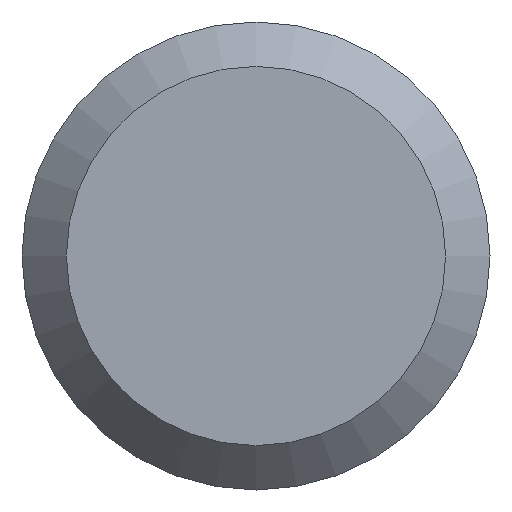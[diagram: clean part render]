
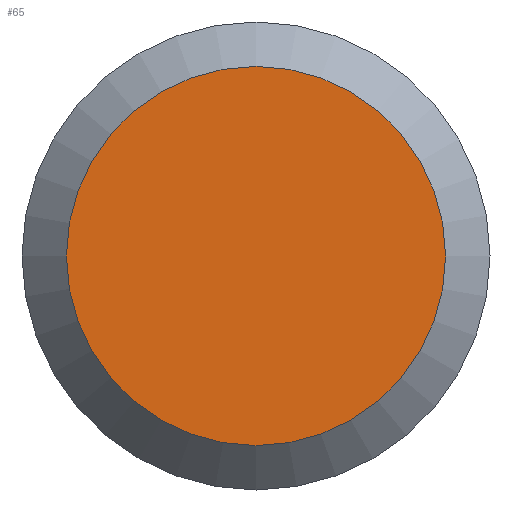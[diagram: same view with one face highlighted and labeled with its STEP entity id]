
A CAD part, left-side view. The second image highlights one B-rep face of the part: STEP entity #65.
In plain terms, the highlighted planar face has unit normal (-1, 0, 0).
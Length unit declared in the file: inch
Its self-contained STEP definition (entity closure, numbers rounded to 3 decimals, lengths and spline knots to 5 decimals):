
#21=FACE_OUTER_BOUND('',#27,.T.);
#27=EDGE_LOOP('',(#52));
#37=CIRCLE('',#75,0.533);
#42=VERTEX_POINT('',#111);
#47=EDGE_CURVE('',#42,#42,#37,.T.);
#52=ORIENTED_EDGE('',*,*,#47,.F.);
#62=PLANE('',#74);
#65=ADVANCED_FACE('',(#21),#62,.T.);
#74=AXIS2_PLACEMENT_3D('',#110,#87,#88);
#75=AXIS2_PLACEMENT_3D('',#112,#89,#90);
#87=DIRECTION('center_axis',(-1.,0.,0.));
#88=DIRECTION('ref_axis',(0.,0.,1.));
#89=DIRECTION('center_axis',(1.,0.,0.));
#90=DIRECTION('ref_axis',(0.,0.,-1.));
#110=CARTESIAN_POINT('Origin',(0.,0.533,0.));
#111=CARTESIAN_POINT('',(0.,0.533,0.));
#112=CARTESIAN_POINT('Origin',(0.,0.,0.));
